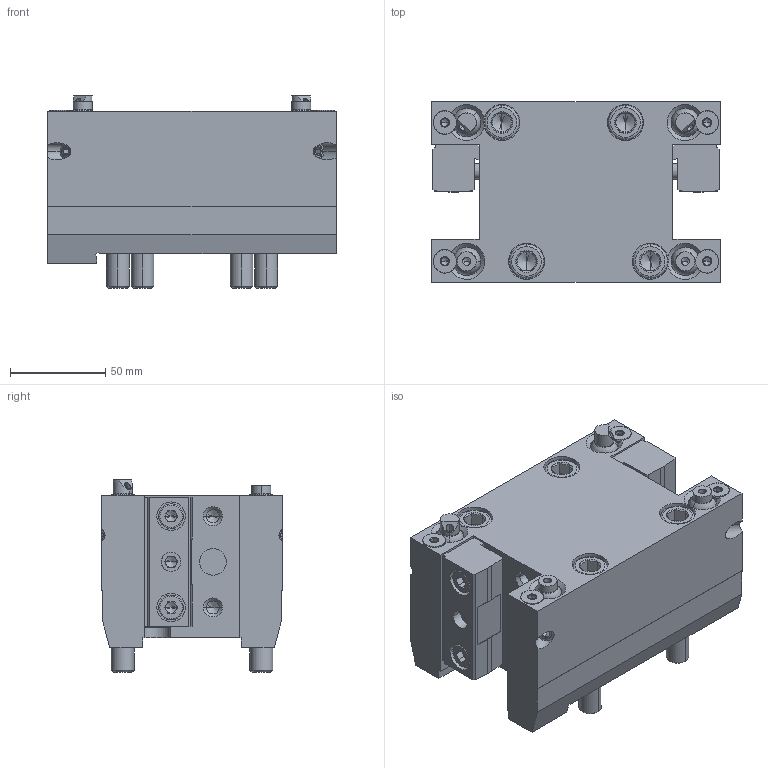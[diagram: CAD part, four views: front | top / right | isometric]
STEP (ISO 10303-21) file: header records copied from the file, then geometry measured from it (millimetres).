
FILE_DESCRIPTION((''),'2;1');
FILE_NAME('7073332_SW0001','2011-07-20T',('czauner'),(''),'PRO/ENGINEER BY PARAMETRIC TECHNOLOGY CORPORATION, 2011040','PRO/ENGINEER BY PARAMETRIC TECHNOLOGY CORPORATION, 2011040','');
FILE_SCHEMA(('AUTOMOTIVE_DESIGN { 1 2 10303 214 0 1 1 1 }'));
Length unit declared in the file: millimetre
Products named in the file (1): 7073332_SW0001
Bounding box: 152 x 95 x 101.11 mm (x, y, z)
Volume: 936779.3 mm3; surface area: 134798.1 mm2
Topology: 2 solids, 6 shells, 869 faces, 2075 edges, 1225 vertices
Faces by surface type: plane 339, cone 236, cylinder 230, torus 52, sphere 8, revolution 4
Entity records: 38803 total; most frequent: CARTESIAN_POINT 9461, DIRECTION 4244, ORIENTED_EDGE 4038, EDGE_CURVE 2019, AXIS2_PLACEMENT_3D 1614, FILL_AREA_STYLE_COLOUR 1527, FILL_AREA_STYLE 1527, SURFACE_STYLE_FILL_AREA 1527
